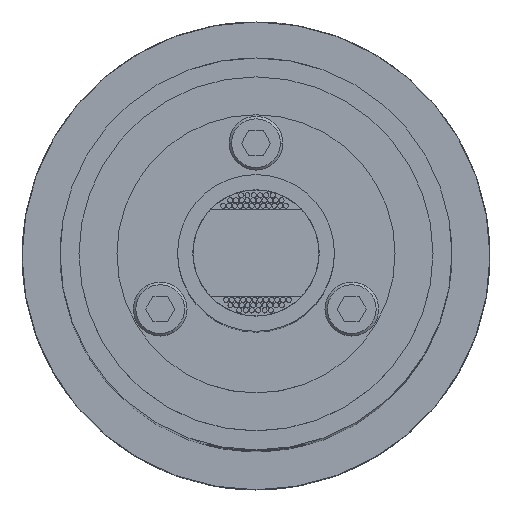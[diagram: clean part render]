
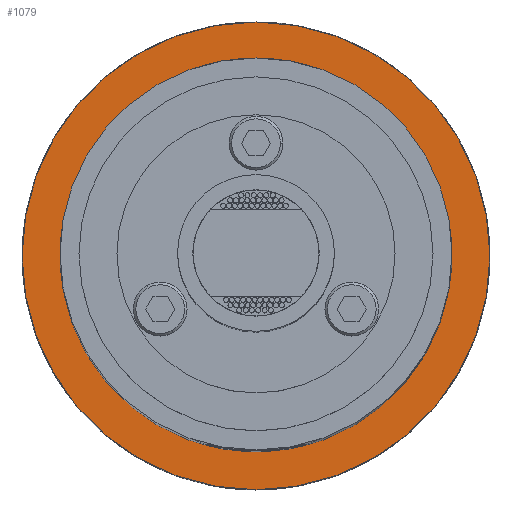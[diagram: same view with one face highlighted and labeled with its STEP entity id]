
A CAD part, top view. The second image highlights one B-rep face of the part: STEP entity #1079.
In plain terms, the highlighted planar face has unit normal (0, 0, 1).
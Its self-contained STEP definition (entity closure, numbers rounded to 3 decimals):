
#134=PLANE('',#11607);
#460=FACE_BOUND('',#2998,.T.);
#461=FACE_BOUND('',#2999,.T.);
#1079=ADVANCED_FACE('',(#460,#461),#134,.T.);
#2998=EDGE_LOOP('',(#6560,#6561));
#2999=EDGE_LOOP('',(#6562,#6563));
#6560=ORIENTED_EDGE('',*,*,#9506,.T.);
#6561=ORIENTED_EDGE('',*,*,#8737,.T.);
#6562=ORIENTED_EDGE('',*,*,#9519,.F.);
#6563=ORIENTED_EDGE('',*,*,#8639,.F.);
#7714=VERTEX_POINT('',#16637);
#7715=VERTEX_POINT('',#16639);
#7795=VERTEX_POINT('',#16940);
#7796=VERTEX_POINT('',#16941);
#8639=EDGE_CURVE('',#7714,#7715,#9867,.T.);
#8737=EDGE_CURVE('',#7795,#7796,#9900,.T.);
#9506=EDGE_CURVE('',#7796,#7795,#10333,.T.);
#9519=EDGE_CURVE('',#7715,#7714,#10346,.T.);
#9867=CIRCLE('',#10752,22.);
#9900=CIRCLE('',#10812,37.);
#10333=CIRCLE('',#11580,37.);
#10346=CIRCLE('',#11606,22.);
#10752=AXIS2_PLACEMENT_3D('',#16638,#12734,#12735);
#10812=AXIS2_PLACEMENT_3D('',#16939,#12907,#12908);
#11580=AXIS2_PLACEMENT_3D('',#18632,#14747,#14748);
#11606=AXIS2_PLACEMENT_3D('',#18658,#14799,#14800);
#11607=AXIS2_PLACEMENT_3D('',#18659,#14801,#14802);
#12734=DIRECTION('',(0.,0.,1.));
#12735=DIRECTION('',(1.,0.,0.));
#12907=DIRECTION('',(0.,0.,1.));
#12908=DIRECTION('',(1.,0.,0.));
#14747=DIRECTION('',(0.,0.,1.));
#14748=DIRECTION('',(1.,0.,0.));
#14799=DIRECTION('',(0.,0.,1.));
#14800=DIRECTION('',(1.,0.,0.));
#14801=DIRECTION('',(0.,0.,1.));
#14802=DIRECTION('',(-1.,0.,0.));
#16637=CARTESIAN_POINT('',(22.,0.,19.));
#16638=CARTESIAN_POINT('',(0.,0.,19.));
#16639=CARTESIAN_POINT('',(-22.,0.,19.));
#16939=CARTESIAN_POINT('',(0.,0.,19.));
#16940=CARTESIAN_POINT('',(37.,0.,19.));
#16941=CARTESIAN_POINT('',(-37.,0.,19.));
#18632=CARTESIAN_POINT('',(0.,0.,19.));
#18658=CARTESIAN_POINT('',(0.,0.,19.));
#18659=CARTESIAN_POINT('',(0.,0.,19.));
